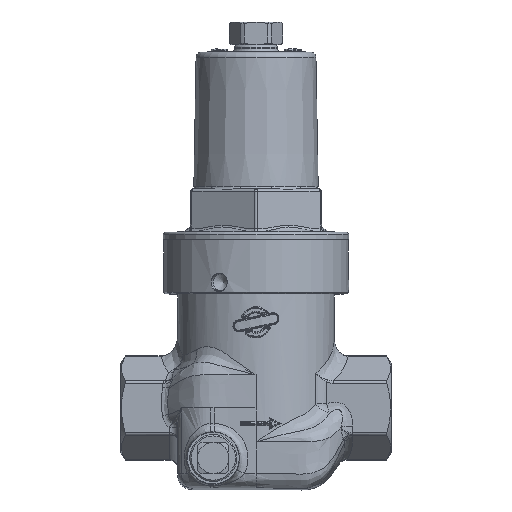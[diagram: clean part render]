
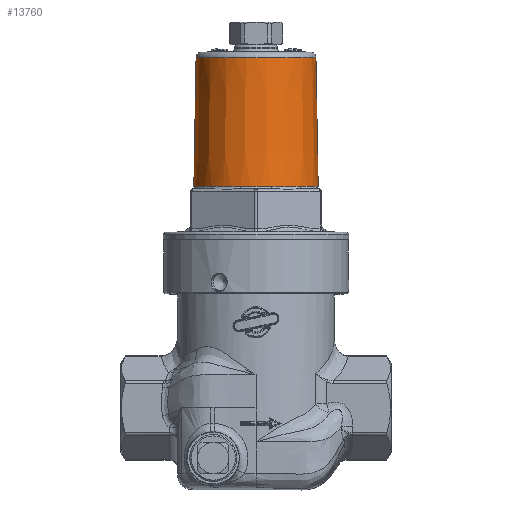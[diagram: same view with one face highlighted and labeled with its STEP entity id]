
A CAD part, top view. The second image highlights one B-rep face of the part: STEP entity #13760.
In plain terms, the highlighted conical face has half-angle 1 degrees and reference radius 21.55 mm.
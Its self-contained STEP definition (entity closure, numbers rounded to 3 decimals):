
#96=CONICAL_SURFACE('',#14693,21.55,1.);
#166=FACE_BOUND('',#2401,.T.);
#1522=FACE_OUTER_BOUND('',#2400,.T.);
#2400=EDGE_LOOP('',(#8904));
#2401=EDGE_LOOP('',(#8905,#8906,#8907,#8908,#8909,#8910,#8911,#8912,#8913,
#8914,#8915,#8916));
#3389=B_SPLINE_CURVE_WITH_KNOTS('',3,(#23620,#23621,#23622,#23623,#23624,
#23625),.UNSPECIFIED.,.F.,.F.,(4,1,1,4),(-3.142,-1.346,
0.449,3.142),.UNSPECIFIED.);
#3390=B_SPLINE_CURVE_WITH_KNOTS('',3,(#23629,#23630,#23631,#23632,#23633,
#23634),.UNSPECIFIED.,.F.,.F.,(4,1,1,4),(-3.142,-1.346,
0.449,3.142),.UNSPECIFIED.);
#3391=B_SPLINE_CURVE_WITH_KNOTS('',3,(#23638,#23639,#23640,#23641,#23642,
#23643),.UNSPECIFIED.,.F.,.F.,(4,1,1,4),(-3.142,-1.346,
0.449,3.142),.UNSPECIFIED.);
#3392=B_SPLINE_CURVE_WITH_KNOTS('',3,(#23647,#23648,#23649,#23650,#23651,
#23652),.UNSPECIFIED.,.F.,.F.,(4,1,1,4),(-3.142,-1.346,
0.449,3.142),.UNSPECIFIED.);
#3393=B_SPLINE_CURVE_WITH_KNOTS('',3,(#23656,#23657,#23658,#23659,#23660,
#23661),.UNSPECIFIED.,.F.,.F.,(4,1,1,4),(-3.142,-1.346,
0.449,3.142),.UNSPECIFIED.);
#3394=B_SPLINE_CURVE_WITH_KNOTS('',3,(#23664,#23665,#23666,#23667,#23668,
#23669),.UNSPECIFIED.,.F.,.F.,(4,1,1,4),(-3.142,-1.346,
0.449,3.142),.UNSPECIFIED.);
#4342=CIRCLE('',#14615,21.034);
#4384=CIRCLE('',#14694,21.821);
#4385=CIRCLE('',#14695,21.821);
#4386=CIRCLE('',#14696,21.821);
#4387=CIRCLE('',#14697,21.821);
#4388=CIRCLE('',#14698,21.821);
#4389=CIRCLE('',#14699,21.821);
#5042=VERTEX_POINT('',#22378);
#5120=VERTEX_POINT('',#23616);
#5121=VERTEX_POINT('',#23617);
#5122=VERTEX_POINT('',#23619);
#5123=VERTEX_POINT('',#23626);
#5124=VERTEX_POINT('',#23628);
#5125=VERTEX_POINT('',#23635);
#5126=VERTEX_POINT('',#23637);
#5127=VERTEX_POINT('',#23644);
#5128=VERTEX_POINT('',#23646);
#5129=VERTEX_POINT('',#23653);
#5130=VERTEX_POINT('',#23655);
#5131=VERTEX_POINT('',#23662);
#6453=EDGE_CURVE('',#5042,#5042,#4342,.T.);
#6571=EDGE_CURVE('',#5120,#5121,#4384,.T.);
#6572=EDGE_CURVE('',#5122,#5120,#3389,.T.);
#6573=EDGE_CURVE('',#5123,#5122,#4385,.T.);
#6574=EDGE_CURVE('',#5124,#5123,#3390,.T.);
#6575=EDGE_CURVE('',#5125,#5124,#4386,.T.);
#6576=EDGE_CURVE('',#5126,#5125,#3391,.T.);
#6577=EDGE_CURVE('',#5127,#5126,#4387,.T.);
#6578=EDGE_CURVE('',#5128,#5127,#3392,.T.);
#6579=EDGE_CURVE('',#5129,#5128,#4388,.T.);
#6580=EDGE_CURVE('',#5130,#5129,#3393,.T.);
#6581=EDGE_CURVE('',#5131,#5130,#4389,.T.);
#6582=EDGE_CURVE('',#5121,#5131,#3394,.T.);
#8904=ORIENTED_EDGE('',*,*,#6453,.F.);
#8905=ORIENTED_EDGE('',*,*,#6571,.F.);
#8906=ORIENTED_EDGE('',*,*,#6572,.F.);
#8907=ORIENTED_EDGE('',*,*,#6573,.F.);
#8908=ORIENTED_EDGE('',*,*,#6574,.F.);
#8909=ORIENTED_EDGE('',*,*,#6575,.F.);
#8910=ORIENTED_EDGE('',*,*,#6576,.F.);
#8911=ORIENTED_EDGE('',*,*,#6577,.F.);
#8912=ORIENTED_EDGE('',*,*,#6578,.F.);
#8913=ORIENTED_EDGE('',*,*,#6579,.F.);
#8914=ORIENTED_EDGE('',*,*,#6580,.F.);
#8915=ORIENTED_EDGE('',*,*,#6581,.F.);
#8916=ORIENTED_EDGE('',*,*,#6582,.F.);
#13760=ADVANCED_FACE('',(#1522,#166),#96,.T.);
#14615=AXIS2_PLACEMENT_3D('',#22379,#15823,#15824);
#14693=AXIS2_PLACEMENT_3D('',#23615,#16004,#16005);
#14694=AXIS2_PLACEMENT_3D('',#23618,#16006,#16007);
#14695=AXIS2_PLACEMENT_3D('',#23627,#16008,#16009);
#14696=AXIS2_PLACEMENT_3D('',#23636,#16010,#16011);
#14697=AXIS2_PLACEMENT_3D('',#23645,#16012,#16013);
#14698=AXIS2_PLACEMENT_3D('',#23654,#16014,#16015);
#14699=AXIS2_PLACEMENT_3D('',#23663,#16016,#16017);
#15823=DIRECTION('center_axis',(0.,1.,0.));
#15824=DIRECTION('ref_axis',(-1.,0.,0.));
#16004=DIRECTION('center_axis',(0.,-1.,0.));
#16005=DIRECTION('ref_axis',(1.,0.,0.));
#16006=DIRECTION('center_axis',(0.,-1.,0.));
#16007=DIRECTION('ref_axis',(1.,0.,0.));
#16008=DIRECTION('center_axis',(0.,-1.,0.));
#16009=DIRECTION('ref_axis',(1.,0.,0.));
#16010=DIRECTION('center_axis',(0.,-1.,0.));
#16011=DIRECTION('ref_axis',(1.,0.,0.));
#16012=DIRECTION('center_axis',(0.,-1.,0.));
#16013=DIRECTION('ref_axis',(1.,0.,0.));
#16014=DIRECTION('center_axis',(0.,-1.,0.));
#16015=DIRECTION('ref_axis',(1.,0.,0.));
#16016=DIRECTION('center_axis',(0.,-1.,0.));
#16017=DIRECTION('ref_axis',(1.,0.,0.));
#22378=CARTESIAN_POINT('',(21.034,122.912,0.));
#22379=CARTESIAN_POINT('Origin',(0.,122.912,
0.));
#23615=CARTESIAN_POINT('Origin',(0.,93.343,
0.));
#23616=CARTESIAN_POINT('',(-15.54,77.825,15.318));
#23617=CARTESIAN_POINT('',(-21.036,77.825,5.799));
#23618=CARTESIAN_POINT('Origin',(0.,77.825,
0.));
#23619=CARTESIAN_POINT('',(-5.496,77.825,21.117));
#23620=CARTESIAN_POINT('Ctrl Pts',(-5.496,77.825,21.117));
#23621=CARTESIAN_POINT('Ctrl Pts',(-6.579,77.825,20.835));
#23622=CARTESIAN_POINT('Ctrl Pts',(-8.698,77.689,20.109));
#23623=CARTESIAN_POINT('Ctrl Pts',(-12.174,77.592,18.278));
#23624=CARTESIAN_POINT('Ctrl Pts',(-14.362,77.825,16.513));
#23625=CARTESIAN_POINT('Ctrl Pts',(-15.54,77.825,15.318));
#23626=CARTESIAN_POINT('',(5.496,77.825,21.117));
#23627=CARTESIAN_POINT('Origin',(0.,77.825,
0.));
#23628=CARTESIAN_POINT('',(15.54,77.825,15.318));
#23629=CARTESIAN_POINT('Ctrl Pts',(15.54,77.825,15.318));
#23630=CARTESIAN_POINT('Ctrl Pts',(14.755,77.825,16.115));
#23631=CARTESIAN_POINT('Ctrl Pts',(13.066,77.689,17.587));
#23632=CARTESIAN_POINT('Ctrl Pts',(9.742,77.592,19.682));
#23633=CARTESIAN_POINT('Ctrl Pts',(7.12,77.825,20.695));
#23634=CARTESIAN_POINT('Ctrl Pts',(5.496,77.825,21.117));
#23635=CARTESIAN_POINT('',(21.036,77.825,5.799));
#23636=CARTESIAN_POINT('Origin',(0.,77.825,
0.));
#23637=CARTESIAN_POINT('',(21.036,77.825,-5.799));
#23638=CARTESIAN_POINT('Ctrl Pts',(21.036,77.825,-5.799));
#23639=CARTESIAN_POINT('Ctrl Pts',(21.333,77.825,-4.72));
#23640=CARTESIAN_POINT('Ctrl Pts',(21.764,77.689,-2.522));
#23641=CARTESIAN_POINT('Ctrl Pts',(21.916,77.592,1.404));
#23642=CARTESIAN_POINT('Ctrl Pts',(21.482,77.825,4.181));
#23643=CARTESIAN_POINT('Ctrl Pts',(21.036,77.825,5.799));
#23644=CARTESIAN_POINT('',(15.54,77.825,-15.318));
#23645=CARTESIAN_POINT('Origin',(0.,77.825,
0.));
#23646=CARTESIAN_POINT('',(5.496,77.825,-21.117));
#23647=CARTESIAN_POINT('Ctrl Pts',(5.496,77.825,-21.117));
#23648=CARTESIAN_POINT('Ctrl Pts',(6.579,77.825,-20.835));
#23649=CARTESIAN_POINT('Ctrl Pts',(8.698,77.689,-20.109));
#23650=CARTESIAN_POINT('Ctrl Pts',(12.174,77.592,-18.278));
#23651=CARTESIAN_POINT('Ctrl Pts',(14.362,77.825,-16.513));
#23652=CARTESIAN_POINT('Ctrl Pts',(15.54,77.825,-15.318));
#23653=CARTESIAN_POINT('',(-5.496,77.825,-21.117));
#23654=CARTESIAN_POINT('Origin',(0.,77.825,
0.));
#23655=CARTESIAN_POINT('',(-15.54,77.825,-15.318));
#23656=CARTESIAN_POINT('Ctrl Pts',(-15.54,77.825,-15.318));
#23657=CARTESIAN_POINT('Ctrl Pts',(-14.755,77.825,-16.115));
#23658=CARTESIAN_POINT('Ctrl Pts',(-13.066,77.689,-17.587));
#23659=CARTESIAN_POINT('Ctrl Pts',(-9.742,77.592,-19.682));
#23660=CARTESIAN_POINT('Ctrl Pts',(-7.12,77.825,-20.695));
#23661=CARTESIAN_POINT('Ctrl Pts',(-5.496,77.825,-21.117));
#23662=CARTESIAN_POINT('',(-21.036,77.825,-5.799));
#23663=CARTESIAN_POINT('Origin',(0.,77.825,
0.));
#23664=CARTESIAN_POINT('Ctrl Pts',(-21.036,77.825,5.799));
#23665=CARTESIAN_POINT('Ctrl Pts',(-21.333,77.825,4.72));
#23666=CARTESIAN_POINT('Ctrl Pts',(-21.764,77.689,2.522));
#23667=CARTESIAN_POINT('Ctrl Pts',(-21.916,77.592,-1.404));
#23668=CARTESIAN_POINT('Ctrl Pts',(-21.482,77.825,-4.181));
#23669=CARTESIAN_POINT('Ctrl Pts',(-21.036,77.825,-5.799));
